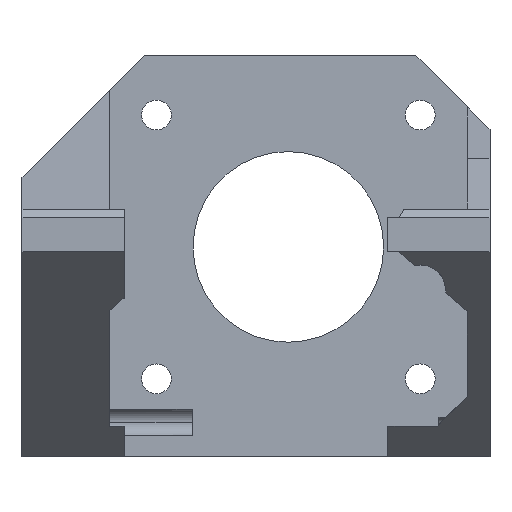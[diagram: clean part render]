
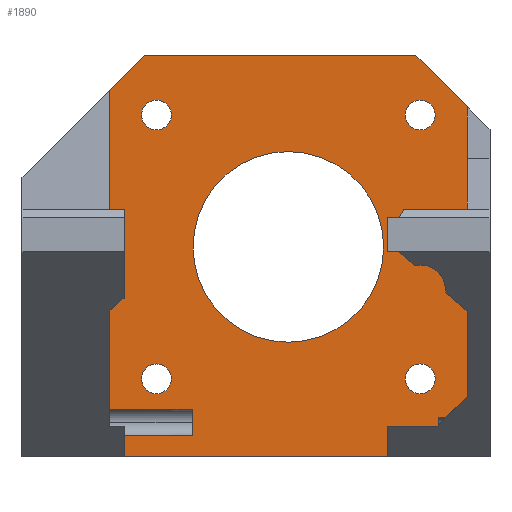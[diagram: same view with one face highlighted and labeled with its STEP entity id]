
A CAD part, front view. The second image highlights one B-rep face of the part: STEP entity #1890.
In plain terms, the highlighted planar face has unit normal (0, -1, 0).
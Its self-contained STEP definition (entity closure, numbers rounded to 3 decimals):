
#229=CARTESIAN_POINT('Vertex',(70.5,55.723,29.528)) ;
#234=CARTESIAN_POINT('Line Origine',(70.5,55.723,27.739)) ;
#238=CARTESIAN_POINT('Vertex',(70.5,55.723,25.95)) ;
#622=CARTESIAN_POINT('Vertex',(41.886,55.723,73.085)) ;
#643=CARTESIAN_POINT('Vertex',(37.75,55.723,68.949)) ;
#646=CARTESIAN_POINT('Line Origine',(39.818,55.723,71.017)) ;
#669=CARTESIAN_POINT('Vertex',(73.8,55.723,73.085)) ;
#679=CARTESIAN_POINT('Line Origine',(57.843,55.723,73.085)) ;
#710=CARTESIAN_POINT('Line Origine',(76.825,55.723,70.06)) ;
#714=CARTESIAN_POINT('Vertex',(79.85,55.723,67.035)) ;
#749=CARTESIAN_POINT('Vertex',(45.05,55.723,35.085)) ;
#763=CARTESIAN_POINT('Vertex',(41.55,55.723,35.085)) ;
#766=CARTESIAN_POINT('Axis2P3D Location',(43.3,55.723,35.085)) ;
#783=CARTESIAN_POINT('Axis2P3D Location',(43.3,55.723,35.085)) ;
#806=CARTESIAN_POINT('Vertex',(45.05,55.723,66.085)) ;
#820=CARTESIAN_POINT('Vertex',(41.55,55.723,66.085)) ;
#823=CARTESIAN_POINT('Axis2P3D Location',(43.3,55.723,66.085)) ;
#840=CARTESIAN_POINT('Axis2P3D Location',(43.3,55.723,66.085)) ;
#863=CARTESIAN_POINT('Vertex',(76.05,55.723,35.085)) ;
#877=CARTESIAN_POINT('Vertex',(72.55,55.723,35.085)) ;
#880=CARTESIAN_POINT('Axis2P3D Location',(74.3,55.723,35.085)) ;
#897=CARTESIAN_POINT('Axis2P3D Location',(74.3,55.723,35.085)) ;
#920=CARTESIAN_POINT('Vertex',(76.05,55.723,66.085)) ;
#934=CARTESIAN_POINT('Vertex',(72.55,55.723,66.085)) ;
#937=CARTESIAN_POINT('Axis2P3D Location',(74.3,55.723,66.085)) ;
#954=CARTESIAN_POINT('Axis2P3D Location',(74.3,55.723,66.085)) ;
#977=CARTESIAN_POINT('Vertex',(70.,55.723,50.585)) ;
#991=CARTESIAN_POINT('Vertex',(47.6,55.723,50.585)) ;
#994=CARTESIAN_POINT('Axis2P3D Location',(58.8,55.723,50.585)) ;
#1011=CARTESIAN_POINT('Axis2P3D Location',(58.8,55.723,50.585)) ;
#1190=CARTESIAN_POINT('Line Origine',(55.,55.723,25.95)) ;
#1194=CARTESIAN_POINT('Vertex',(39.5,55.723,25.95)) ;
#1353=CARTESIAN_POINT('Line Origine',(39.5,55.723,27.184)) ;
#1357=CARTESIAN_POINT('Vertex',(39.5,55.723,28.417)) ;
#1378=CARTESIAN_POINT('Line Origine',(47.5,55.723,29.95)) ;
#1382=CARTESIAN_POINT('Vertex',(47.5,55.723,31.483)) ;
#1384=CARTESIAN_POINT('Vertex',(47.5,55.723,28.417)) ;
#1427=CARTESIAN_POINT('Line Origine',(40.,55.723,28.417)) ;
#1443=CARTESIAN_POINT('Line Origine',(40.,55.723,31.483)) ;
#1447=CARTESIAN_POINT('Vertex',(37.75,55.723,31.483)) ;
#1507=CARTESIAN_POINT('Vertex',(76.35,55.723,29.528)) ;
#1510=CARTESIAN_POINT('Line Origine',(73.425,55.723,29.528)) ;
#1531=CARTESIAN_POINT('Vertex',(79.85,55.723,33.028)) ;
#1534=CARTESIAN_POINT('Line Origine',(79.85,55.723,50.031)) ;
#1677=CARTESIAN_POINT('Line Origine',(37.75,55.723,50.216)) ;
#1803=CARTESIAN_POINT('Vertex',(77.412,55.723,30.59)) ;
#1812=CARTESIAN_POINT('Vertex',(76.5,55.723,29.678)) ;
#1815=CARTESIAN_POINT('Line Origine',(78.1,55.723,31.278)) ;
#1820=CARTESIAN_POINT('Line Origine',(78.1,55.723,31.278)) ;
#1835=CARTESIAN_POINT('Axis2P3D Location',(27.5,55.723,25.95)) ;
#1840=CARTESIAN_POINT('Line Origine',(76.5,55.723,30.134)) ;
#1844=CARTESIAN_POINT('Vertex',(76.5,55.723,30.59)) ;
#1847=CARTESIAN_POINT('Line Origine',(76.956,55.723,30.59)) ;
#235=DIRECTION('Vector Direction',(0.,0.,1.)) ;
#647=DIRECTION('Vector Direction',(0.707,0.,0.707)) ;
#680=DIRECTION('Vector Direction',(-1.,0.,0.)) ;
#711=DIRECTION('Vector Direction',(-0.707,0.,0.707)) ;
#767=DIRECTION('Axis2P3D Direction',(0.,-1.,0.)) ;
#784=DIRECTION('Axis2P3D Direction',(0.,-1.,0.)) ;
#824=DIRECTION('Axis2P3D Direction',(0.,-1.,0.)) ;
#841=DIRECTION('Axis2P3D Direction',(0.,-1.,0.)) ;
#881=DIRECTION('Axis2P3D Direction',(0.,-1.,0.)) ;
#898=DIRECTION('Axis2P3D Direction',(0.,-1.,0.)) ;
#938=DIRECTION('Axis2P3D Direction',(0.,-1.,0.)) ;
#955=DIRECTION('Axis2P3D Direction',(0.,-1.,0.)) ;
#995=DIRECTION('Axis2P3D Direction',(0.,-1.,0.)) ;
#1012=DIRECTION('Axis2P3D Direction',(0.,-1.,0.)) ;
#1191=DIRECTION('Vector Direction',(1.,0.,0.)) ;
#1354=DIRECTION('Vector Direction',(0.,0.,1.)) ;
#1379=DIRECTION('Vector Direction',(0.,0.,-1.)) ;
#1428=DIRECTION('Vector Direction',(1.,0.,0.)) ;
#1444=DIRECTION('Vector Direction',(1.,0.,0.)) ;
#1511=DIRECTION('Vector Direction',(-1.,0.,0.)) ;
#1535=DIRECTION('Vector Direction',(0.,0.,-1.)) ;
#1678=DIRECTION('Vector Direction',(0.,0.,-1.)) ;
#1816=DIRECTION('Vector Direction',(-0.707,0.,-0.707)) ;
#1821=DIRECTION('Vector Direction',(-0.707,0.,-0.707)) ;
#1836=DIRECTION('Axis2P3D Direction',(0.,1.,0.)) ;
#1837=DIRECTION('Axis2P3D XDirection',(0.,0.,1.)) ;
#1841=DIRECTION('Vector Direction',(0.,0.,-1.)) ;
#1848=DIRECTION('Vector Direction',(-1.,0.,0.)) ;
#768=AXIS2_PLACEMENT_3D('Circle Axis2P3D',#766,#767,$) ;
#785=AXIS2_PLACEMENT_3D('Circle Axis2P3D',#783,#784,$) ;
#825=AXIS2_PLACEMENT_3D('Circle Axis2P3D',#823,#824,$) ;
#842=AXIS2_PLACEMENT_3D('Circle Axis2P3D',#840,#841,$) ;
#882=AXIS2_PLACEMENT_3D('Circle Axis2P3D',#880,#881,$) ;
#899=AXIS2_PLACEMENT_3D('Circle Axis2P3D',#897,#898,$) ;
#939=AXIS2_PLACEMENT_3D('Circle Axis2P3D',#937,#938,$) ;
#956=AXIS2_PLACEMENT_3D('Circle Axis2P3D',#954,#955,$) ;
#996=AXIS2_PLACEMENT_3D('Circle Axis2P3D',#994,#995,$) ;
#1013=AXIS2_PLACEMENT_3D('Circle Axis2P3D',#1011,#1012,$) ;
#1838=AXIS2_PLACEMENT_3D('Plane Axis2P3D',#1835,#1836,#1837) ;
#1853=ORIENTED_EDGE('',*,*,#1846,.F.) ;
#1854=ORIENTED_EDGE('',*,*,#1851,.F.) ;
#1855=ORIENTED_EDGE('',*,*,#1824,.F.) ;
#1856=ORIENTED_EDGE('',*,*,#1538,.F.) ;
#1857=ORIENTED_EDGE('',*,*,#716,.T.) ;
#1858=ORIENTED_EDGE('',*,*,#683,.T.) ;
#1859=ORIENTED_EDGE('',*,*,#650,.F.) ;
#1860=ORIENTED_EDGE('',*,*,#1681,.T.) ;
#1861=ORIENTED_EDGE('',*,*,#1449,.T.) ;
#1862=ORIENTED_EDGE('',*,*,#1386,.T.) ;
#1863=ORIENTED_EDGE('',*,*,#1431,.F.) ;
#1864=ORIENTED_EDGE('',*,*,#1359,.F.) ;
#1865=ORIENTED_EDGE('',*,*,#1196,.T.) ;
#1866=ORIENTED_EDGE('',*,*,#240,.T.) ;
#1867=ORIENTED_EDGE('',*,*,#1514,.T.) ;
#1868=ORIENTED_EDGE('',*,*,#1819,.F.) ;
#1871=ORIENTED_EDGE('',*,*,#998,.T.) ;
#1872=ORIENTED_EDGE('',*,*,#1015,.T.) ;
#1875=ORIENTED_EDGE('',*,*,#827,.T.) ;
#1876=ORIENTED_EDGE('',*,*,#844,.T.) ;
#1879=ORIENTED_EDGE('',*,*,#941,.T.) ;
#1880=ORIENTED_EDGE('',*,*,#958,.T.) ;
#1883=ORIENTED_EDGE('',*,*,#770,.T.) ;
#1884=ORIENTED_EDGE('',*,*,#787,.T.) ;
#1887=ORIENTED_EDGE('',*,*,#884,.T.) ;
#1888=ORIENTED_EDGE('',*,*,#901,.T.) ;
#1873=FACE_BOUND('',#1870,.T.) ;
#1877=FACE_BOUND('',#1874,.T.) ;
#1881=FACE_BOUND('',#1878,.T.) ;
#1885=FACE_BOUND('',#1882,.T.) ;
#1889=FACE_BOUND('',#1886,.T.) ;
#236=VECTOR('Line Direction',#235,1.) ;
#648=VECTOR('Line Direction',#647,1.) ;
#681=VECTOR('Line Direction',#680,1.) ;
#712=VECTOR('Line Direction',#711,1.) ;
#1192=VECTOR('Line Direction',#1191,1.) ;
#1355=VECTOR('Line Direction',#1354,1.) ;
#1380=VECTOR('Line Direction',#1379,1.) ;
#1429=VECTOR('Line Direction',#1428,1.) ;
#1445=VECTOR('Line Direction',#1444,1.) ;
#1512=VECTOR('Line Direction',#1511,1.) ;
#1536=VECTOR('Line Direction',#1535,1.) ;
#1679=VECTOR('Line Direction',#1678,1.) ;
#1817=VECTOR('Line Direction',#1816,1.) ;
#1822=VECTOR('Line Direction',#1821,1.) ;
#1842=VECTOR('Line Direction',#1841,1.) ;
#1849=VECTOR('Line Direction',#1848,1.) ;
#1890=ADVANCED_FACE('Corps principal',(#1869,#1873,#1877,#1881,#1885,#1889),#1839,.F.) ;
#769=CIRCLE('generated circle',#768,1.75) ;
#786=CIRCLE('generated circle',#785,1.75) ;
#826=CIRCLE('generated circle',#825,1.75) ;
#843=CIRCLE('generated circle',#842,1.75) ;
#883=CIRCLE('generated circle',#882,1.75) ;
#900=CIRCLE('generated circle',#899,1.75) ;
#940=CIRCLE('generated circle',#939,1.75) ;
#957=CIRCLE('generated circle',#956,1.75) ;
#997=CIRCLE('generated circle',#996,11.2) ;
#1014=CIRCLE('generated circle',#1013,11.2) ;
#240=EDGE_CURVE('',#239,#230,#237,.T.) ;
#650=EDGE_CURVE('',#644,#623,#649,.T.) ;
#683=EDGE_CURVE('',#670,#623,#682,.T.) ;
#716=EDGE_CURVE('',#715,#670,#713,.T.) ;
#770=EDGE_CURVE('',#750,#764,#769,.F.) ;
#787=EDGE_CURVE('',#764,#750,#786,.F.) ;
#827=EDGE_CURVE('',#807,#821,#826,.F.) ;
#844=EDGE_CURVE('',#821,#807,#843,.F.) ;
#884=EDGE_CURVE('',#864,#878,#883,.F.) ;
#901=EDGE_CURVE('',#878,#864,#900,.F.) ;
#941=EDGE_CURVE('',#921,#935,#940,.F.) ;
#958=EDGE_CURVE('',#935,#921,#957,.F.) ;
#998=EDGE_CURVE('',#978,#992,#997,.F.) ;
#1015=EDGE_CURVE('',#992,#978,#1014,.F.) ;
#1196=EDGE_CURVE('',#1195,#239,#1193,.T.) ;
#1359=EDGE_CURVE('',#1195,#1358,#1356,.T.) ;
#1386=EDGE_CURVE('',#1383,#1385,#1381,.T.) ;
#1431=EDGE_CURVE('',#1358,#1385,#1430,.T.) ;
#1449=EDGE_CURVE('',#1448,#1383,#1446,.T.) ;
#1514=EDGE_CURVE('',#230,#1508,#1513,.F.) ;
#1538=EDGE_CURVE('',#715,#1532,#1537,.T.) ;
#1681=EDGE_CURVE('',#644,#1448,#1680,.T.) ;
#1819=EDGE_CURVE('',#1813,#1508,#1818,.T.) ;
#1824=EDGE_CURVE('',#1532,#1804,#1823,.T.) ;
#1846=EDGE_CURVE('',#1845,#1813,#1843,.T.) ;
#1851=EDGE_CURVE('',#1804,#1845,#1850,.T.) ;
#1852=EDGE_LOOP('',(#1853,#1854,#1855,#1856,#1857,#1858,#1859,#1860,#1861,#1862,#1863,#1864,#1865,#1866,#1867,#1868)) ;
#1870=EDGE_LOOP('',(#1871,#1872)) ;
#1874=EDGE_LOOP('',(#1875,#1876)) ;
#1878=EDGE_LOOP('',(#1879,#1880)) ;
#1882=EDGE_LOOP('',(#1883,#1884)) ;
#1886=EDGE_LOOP('',(#1887,#1888)) ;
#1869=FACE_OUTER_BOUND('',#1852,.T.) ;
#237=LINE('Line',#234,#236) ;
#649=LINE('Line',#646,#648) ;
#682=LINE('Line',#679,#681) ;
#713=LINE('Line',#710,#712) ;
#1193=LINE('Line',#1190,#1192) ;
#1356=LINE('Line',#1353,#1355) ;
#1381=LINE('Line',#1378,#1380) ;
#1430=LINE('Line',#1427,#1429) ;
#1446=LINE('Line',#1443,#1445) ;
#1513=LINE('Line',#1510,#1512) ;
#1537=LINE('Line',#1534,#1536) ;
#1680=LINE('Line',#1677,#1679) ;
#1818=LINE('Line',#1815,#1817) ;
#1823=LINE('Line',#1820,#1822) ;
#1843=LINE('Line',#1840,#1842) ;
#1850=LINE('Line',#1847,#1849) ;
#1839=PLANE('',#1838) ;
#230=VERTEX_POINT('',#229) ;
#239=VERTEX_POINT('',#238) ;
#623=VERTEX_POINT('',#622) ;
#644=VERTEX_POINT('',#643) ;
#670=VERTEX_POINT('',#669) ;
#715=VERTEX_POINT('',#714) ;
#750=VERTEX_POINT('',#749) ;
#764=VERTEX_POINT('',#763) ;
#807=VERTEX_POINT('',#806) ;
#821=VERTEX_POINT('',#820) ;
#864=VERTEX_POINT('',#863) ;
#878=VERTEX_POINT('',#877) ;
#921=VERTEX_POINT('',#920) ;
#935=VERTEX_POINT('',#934) ;
#978=VERTEX_POINT('',#977) ;
#992=VERTEX_POINT('',#991) ;
#1195=VERTEX_POINT('',#1194) ;
#1358=VERTEX_POINT('',#1357) ;
#1383=VERTEX_POINT('',#1382) ;
#1385=VERTEX_POINT('',#1384) ;
#1448=VERTEX_POINT('',#1447) ;
#1508=VERTEX_POINT('',#1507) ;
#1532=VERTEX_POINT('',#1531) ;
#1804=VERTEX_POINT('',#1803) ;
#1813=VERTEX_POINT('',#1812) ;
#1845=VERTEX_POINT('',#1844) ;
